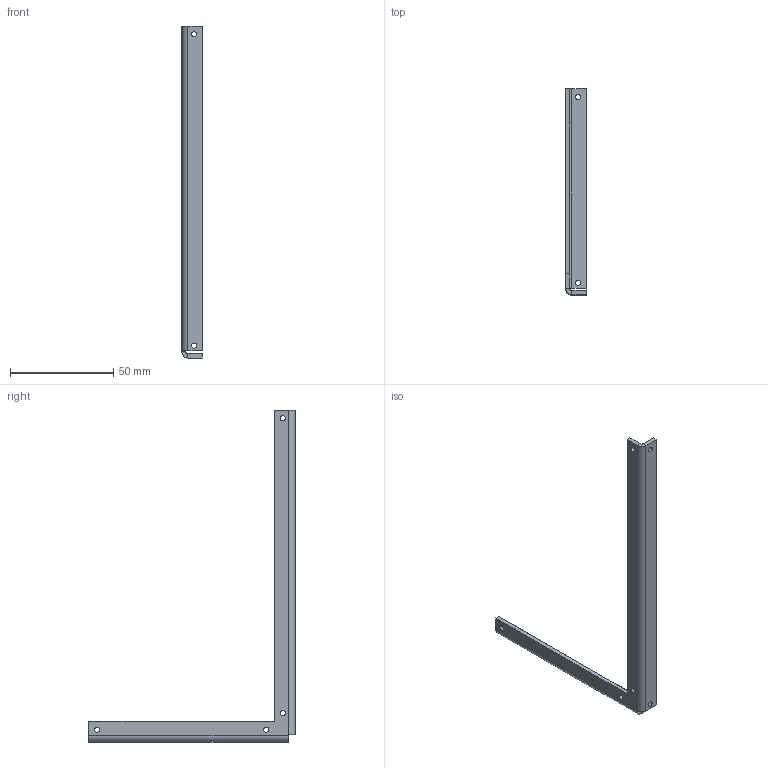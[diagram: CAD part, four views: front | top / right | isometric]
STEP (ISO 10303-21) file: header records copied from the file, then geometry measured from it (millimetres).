
FILE_DESCRIPTION(/* description */ (''),/* implementation_level */ '2;1');
FILE_NAME(/* name */ 'back-frame.step',/* time_stamp */ '2018-11-03T19:53:59+02:00',/* author */ ('nazarJKA8L'),/* organization */ (''),/* preprocessor_version */ 'ST-DEVELOPER v17.2',/* originating_system */ 'Autodesk Translation Framework v7.6.0.251',/* authorisation */ '');
FILE_SCHEMA (('AUTOMOTIVE_DESIGN { 1 0 10303 214 3 1 1 }'));
Length unit declared in the file: millimetre
Products named in the file (2): main-frame-360; Back
Assembly tree (1 placements, depth 2):
  main-frame-360
    Back
Bounding box: 10 x 100 x 161 mm (x, y, z)
Volume: 8549 mm3; surface area: 9775.7 mm2
Topology: 1 solids, 1 shells, 46 faces, 117 edges, 73 vertices
Faces by surface type: plane 22, bspline 16, cylinder 8
Full cylindrical faces by diameter (mm): 2.5 x4
Entity records: 1731 total; most frequent: CARTESIAN_POINT 639, ORIENTED_EDGE 234, DIRECTION 168, EDGE_CURVE 117, VERTEX_POINT 73, LINE 68, VECTOR 68, EDGE_LOOP 62
